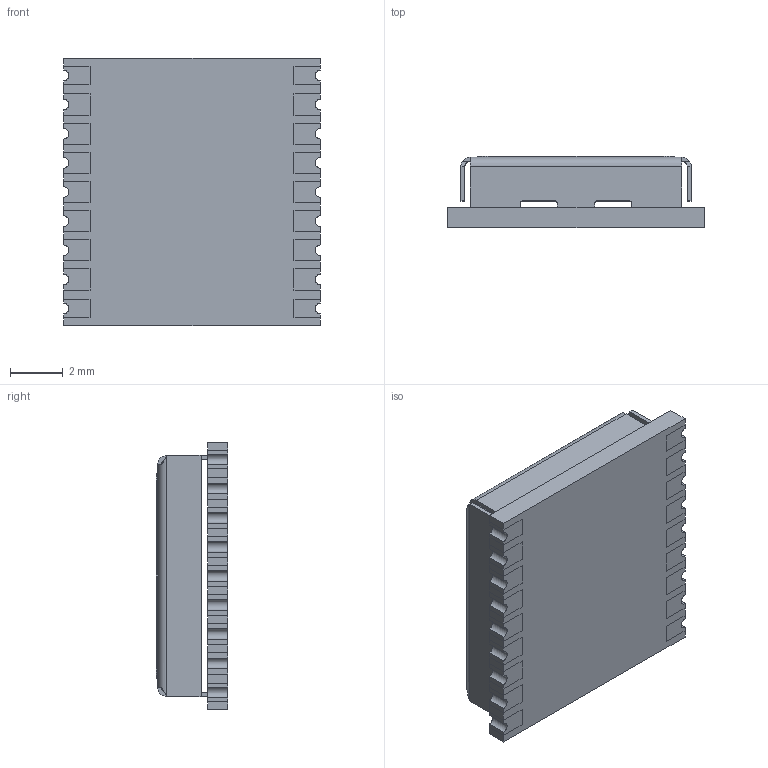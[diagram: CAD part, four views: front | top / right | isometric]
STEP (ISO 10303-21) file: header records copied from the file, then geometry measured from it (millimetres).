
FILE_DESCRIPTION (( 'STEP AP214' ), '1' );
FILE_NAME ('MAX-M8C-0-10.STEP', '2020-08-17T20:24:56', ( '' ), ( '' ), 'SwSTEP 2.0', 'SolidWorks 2017', '' );
FILE_SCHEMA (( 'AUTOMOTIVE_DESIGN' ));
Length unit declared in the file: millimetre
Products named in the file (1): MAX-M8C-0-10
Bounding box: 9.7 x 2.7 x 10.1 mm (x, y, z)
Volume: 95.7 mm3; surface area: 565.9 mm2
Topology: 21 solids, 21 shells, 376 faces, 964 edges, 632 vertices
Faces by surface type: plane 334, cylinder 42
Entity records: 14809 total; most frequent: CARTESIAN_POINT 1997, ORIENTED_EDGE 1928, DIRECTION 1794, EDGE_CURVE 964, LINE 872, VECTOR 872, VERTEX_POINT 632, AXIS2_PLACEMENT_3D 461
